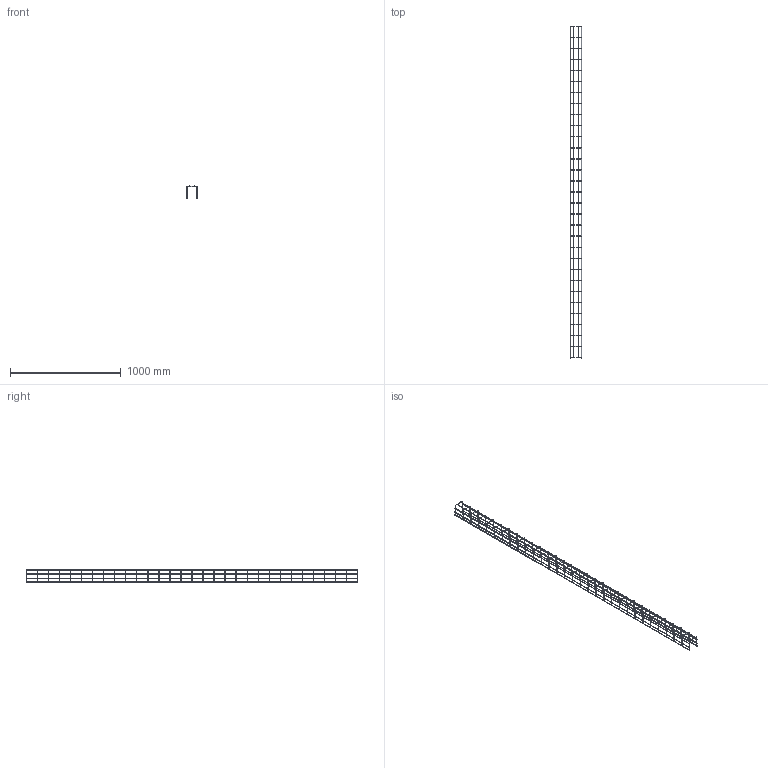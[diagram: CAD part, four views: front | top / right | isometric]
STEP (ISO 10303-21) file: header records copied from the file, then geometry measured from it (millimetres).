
FILE_DESCRIPTION((''),'2;1');
FILE_NAME('912210_PRT','2018-11-07T13:27:11',('tomasz.grudniewski'),(''),'CREO PARAMETRIC BY PTC INC, 2018260','CREO PARAMETRIC BY PTC INC, 2018260','');
FILE_SCHEMA(('CONFIG_CONTROL_DESIGN'));
Length unit declared in the file: millimetre
Products named in the file (1): 912210_PRT
Bounding box: 100 x 3004 x 110 mm (x, y, z)
Volume: 414761.4 mm3; surface area: 415553.7 mm2
Topology: 39 solids, 39 shells, 560 faces, 1042 edges, 560 vertices
Faces by surface type: cylinder 202, bspline 124, torus 124, plane 78, cone 32
Entity records: 27836 total; most frequent: CARTESIAN_POINT 17414, DIRECTION 2102, ORIENTED_EDGE 2084, EDGE_CURVE 1042, AXIS2_PLACEMENT_3D 872, VERTEX_POINT 560, EDGE_LOOP 560, FACE_OUTER_BOUND 560
